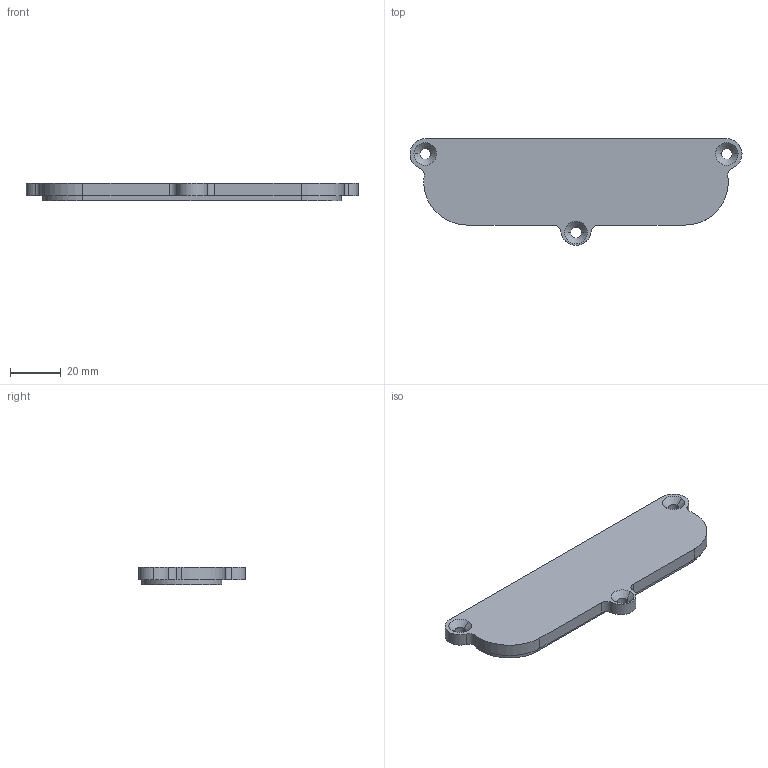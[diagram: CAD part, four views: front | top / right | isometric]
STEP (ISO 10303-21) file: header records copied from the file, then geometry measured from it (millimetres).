
FILE_DESCRIPTION (( 'STEP AP214' ), '1' );
FILE_NAME ('PL-USI-032-Aa-couvercle-batterie.STEP', '2019-08-30T09:17:52', ( '' ), ( '' ), 'SwSTEP 2.0', 'SolidWorks 2016', '' );
FILE_SCHEMA (( 'AUTOMOTIVE_DESIGN' ));
Length unit declared in the file: millimetre
Products named in the file (1): PL-USI-032-Aa-couvercle-batterie
Bounding box: 130.8 x 41.98 x 7 mm (x, y, z)
Volume: 21182 mm3; surface area: 10985.8 mm2
Topology: 1 solids, 1 shells, 41 faces, 105 edges, 68 vertices
Faces by surface type: cylinder 24, plane 11, cone 6
Entity records: 1311 total; most frequent: DIRECTION 243, CARTESIAN_POINT 215, ORIENTED_EDGE 210, EDGE_CURVE 105, AXIS2_PLACEMENT_3D 96, VERTEX_POINT 68, CIRCLE 54, VECTOR 51
